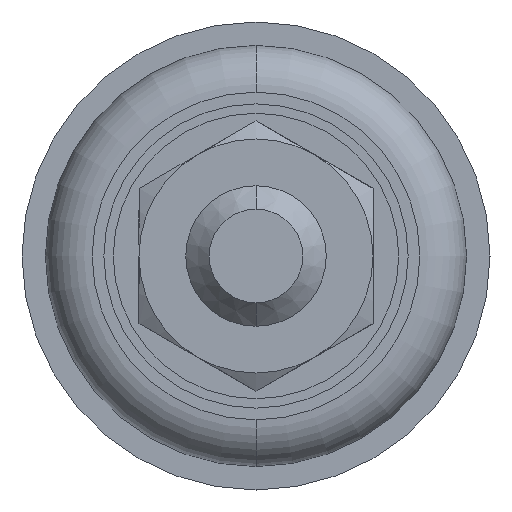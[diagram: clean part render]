
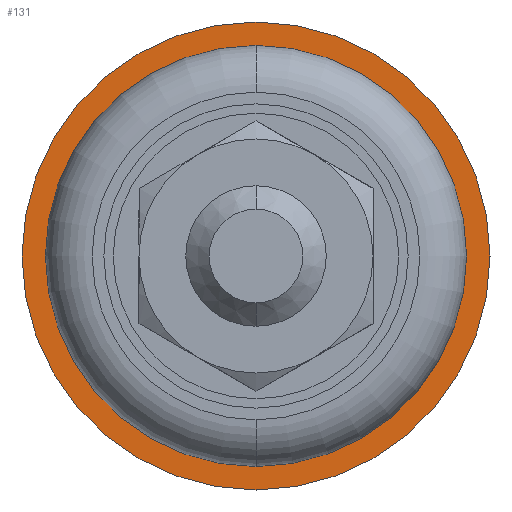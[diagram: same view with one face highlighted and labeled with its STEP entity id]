
A CAD part, front view. The second image highlights one B-rep face of the part: STEP entity #131.
In plain terms, the highlighted planar face has unit normal (0, -1, 0).
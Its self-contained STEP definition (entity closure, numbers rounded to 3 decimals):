
#24 = CARTESIAN_POINT ( 'NONE',  ( 0., 6.7, 0. ) ) ;
#45 = EDGE_CURVE ( 'NONE', #250, #241, #1597, .T. ) ;
#71 = CARTESIAN_POINT ( 'NONE',  ( 0., 6.7, 9. ) ) ;
#88 = AXIS2_PLACEMENT_3D ( 'NONE', #1738, #997, #1158 ) ;
#131 = ADVANCED_FACE ( 'NONE', ( #378, #1445 ), #1016, .T. ) ;
#216 = CARTESIAN_POINT ( 'NONE',  ( 0., 6.7, -10. ) ) ;
#241 = VERTEX_POINT ( 'NONE', #673 ) ;
#250 = VERTEX_POINT ( 'NONE', #71 ) ;
#332 = CARTESIAN_POINT ( 'NONE',  ( 0., 6.7, 0. ) ) ;
#375 = AXIS2_PLACEMENT_3D ( 'NONE', #24, #1063, #1338 ) ;
#378 = FACE_OUTER_BOUND ( 'NONE', #428, .T. ) ;
#428 = EDGE_LOOP ( 'NONE', ( #781, #933 ) ) ;
#451 = EDGE_CURVE ( 'NONE', #514, #552, #877, .T. ) ;
#514 = VERTEX_POINT ( 'NONE', #1372 ) ;
#523 = DIRECTION ( 'NONE',  ( 0., -1., 0. ) ) ;
#533 = AXIS2_PLACEMENT_3D ( 'NONE', #332, #1212, #1666 ) ;
#552 = VERTEX_POINT ( 'NONE', #216 ) ;
#620 = EDGE_CURVE ( 'NONE', #552, #514, #1223, .T. ) ;
#673 = CARTESIAN_POINT ( 'NONE',  ( 0., 6.7, -9. ) ) ;
#675 = DIRECTION ( 'NONE',  ( 0., -1., 0. ) ) ;
#781 = ORIENTED_EDGE ( 'NONE', *, *, #620, .T. ) ;
#797 = CARTESIAN_POINT ( 'NONE',  ( 0., 6.7, 0. ) ) ;
#877 = CIRCLE ( 'NONE', #533, 10. ) ;
#933 = ORIENTED_EDGE ( 'NONE', *, *, #451, .T. ) ;
#954 = CIRCLE ( 'NONE', #375, 9. ) ;
#997 = DIRECTION ( 'NONE',  ( 0., -1., 0. ) ) ;
#1016 = PLANE ( 'NONE',  #88 ) ;
#1063 = DIRECTION ( 'NONE',  ( 0., -1., 0. ) ) ;
#1158 = DIRECTION ( 'NONE',  ( 0., 0., -1. ) ) ;
#1212 = DIRECTION ( 'NONE',  ( 0., -1., 0. ) ) ;
#1223 = CIRCLE ( 'NONE', #1569, 10. ) ;
#1338 = DIRECTION ( 'NONE',  ( 0., 0., -1. ) ) ;
#1372 = CARTESIAN_POINT ( 'NONE',  ( 0., 6.7, 10. ) ) ;
#1380 = EDGE_CURVE ( 'NONE', #241, #250, #954, .T. ) ;
#1423 = ORIENTED_EDGE ( 'NONE', *, *, #1380, .F. ) ;
#1445 = FACE_BOUND ( 'NONE', #1558, .T. ) ;
#1558 = EDGE_LOOP ( 'NONE', ( #1423, #1851 ) ) ;
#1569 = AXIS2_PLACEMENT_3D ( 'NONE', #1847, #523, #1879 ) ;
#1597 = CIRCLE ( 'NONE', #1630, 9. ) ;
#1630 = AXIS2_PLACEMENT_3D ( 'NONE', #797, #675, #1820 ) ;
#1666 = DIRECTION ( 'NONE',  ( 0., 0., -1. ) ) ;
#1738 = CARTESIAN_POINT ( 'NONE',  ( 9., 6.7, 0. ) ) ;
#1820 = DIRECTION ( 'NONE',  ( 0., 0., -1. ) ) ;
#1847 = CARTESIAN_POINT ( 'NONE',  ( 0., 6.7, 0. ) ) ;
#1851 = ORIENTED_EDGE ( 'NONE', *, *, #45, .F. ) ;
#1879 = DIRECTION ( 'NONE',  ( 0., 0., -1. ) ) ;
